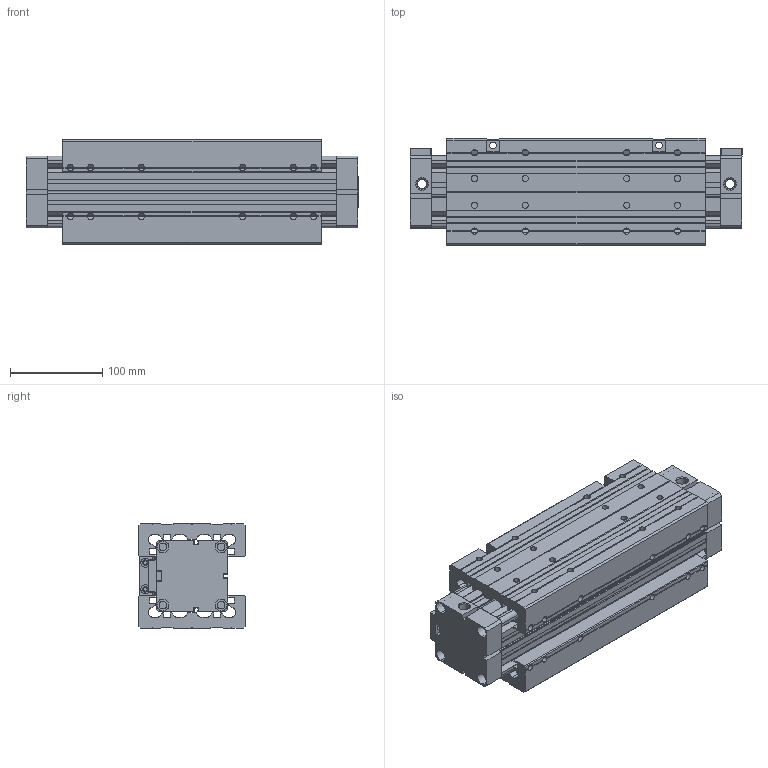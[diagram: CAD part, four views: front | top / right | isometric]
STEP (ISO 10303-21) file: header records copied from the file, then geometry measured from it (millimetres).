
FILE_DESCRIPTION (( 'STEP AP214' ), '1' );
FILE_NAME ('ZFF 50-0 RODLESS CYLINDER.STEP', '2010-08-06T15:39:51', ( '' ), ( '' ), 'SwSTEP 2.0', 'SolidWorks 2010', '' );
FILE_SCHEMA (( 'AUTOMOTIVE_DESIGN' ));
Length unit declared in the file: millimetre
Products named in the file (7): ZS  50  BORU; ZS  50  KAPAK; KIZAKLI PÝSTON; SIYIRICI; BANT KAPAÐI; ZF  50  YATAK; ZFF  50-0  RODLESS  CYLINDER
Assembly tree (10 placements, depth 2):
  ZFF  50-0  RODLESS  CYLINDER
    BANT KAPAÐI  x2
    KIZAKLI PÝSTON
    ZF  50  YATAK  x2
    SIYIRICI  x2
    ZS  50  BORU
    ZS  50  KAPAK  x2
Bounding box: 360 x 116 x 113 mm (x, y, z)
Volume: 3327761.1 mm3; surface area: 597634.7 mm2
Topology: 10 solids, 10 shells, 1062 faces, 3358 edges, 2228 vertices
Faces by surface type: plane 554, cylinder 476, cone 32
Entity records: 24567 total; most frequent: CARTESIAN_POINT 5788, ORIENTED_EDGE 3942, DIRECTION 3541, EDGE_CURVE 1971, VERTEX_POINT 1308, AXIS2_PLACEMENT_3D 1205, LINE 1131, VECTOR 1131
